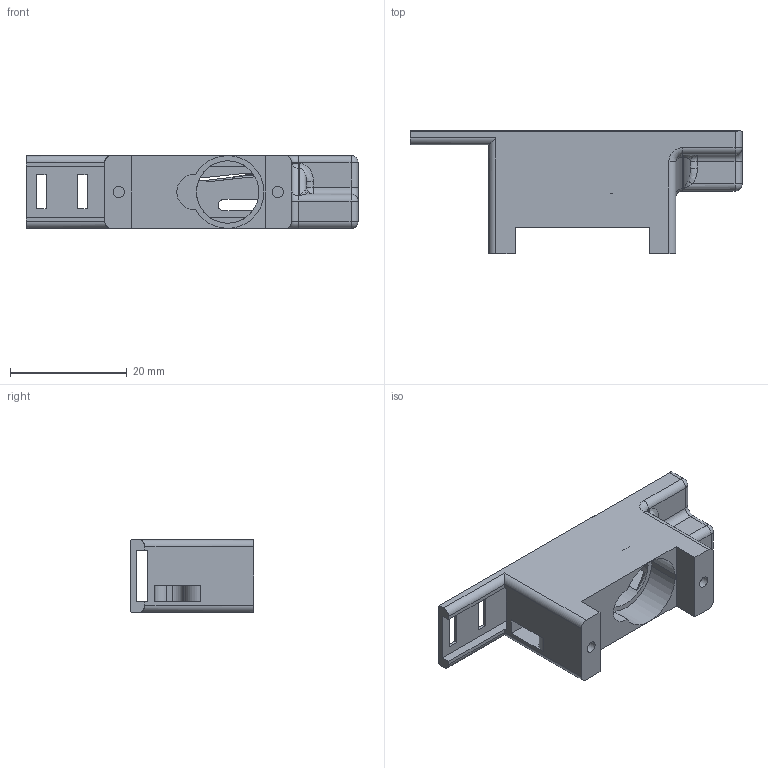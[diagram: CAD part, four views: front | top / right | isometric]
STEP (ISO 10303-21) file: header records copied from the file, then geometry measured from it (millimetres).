
FILE_DESCRIPTION(/* description */ (''),/* implementation_level */ '2;1');
FILE_NAME(/* name */ 'Body.step',/* time_stamp */ '2024-10-14T21:59:15-04:00',/* author */ (''),/* organization */ (''),/* preprocessor_version */ 'ST-DEVELOPER v20',/* originating_system */ 'Autodesk Translation Framework v13.20.0.188',/* authorisation */ '');
FILE_SCHEMA (('AUTOMOTIVE_DESIGN { 1 0 10303 214 3 1 1 }'));
Length unit declared in the file: millimetre
Products named in the file (1): Body
Bounding box: 56.96 x 21.15 x 12.5 mm (x, y, z)
Volume: 5179.9 mm3; surface area: 5099.5 mm2
Topology: 1 solids, 3 shells, 197 faces, 504 edges, 312 vertices
Faces by surface type: plane 111, cylinder 42, bspline 25, cone 10, sphere 5, torus 4
Full cylindrical faces by diameter (mm): 1.95 x2, 10.708 x1
Entity records: 6291 total; most frequent: CARTESIAN_POINT 1561, ORIENTED_EDGE 1006, DIRECTION 921, EDGE_CURVE 503, LINE 351, VECTOR 351, VERTEX_POINT 312, AXIS2_PLACEMENT_3D 285
